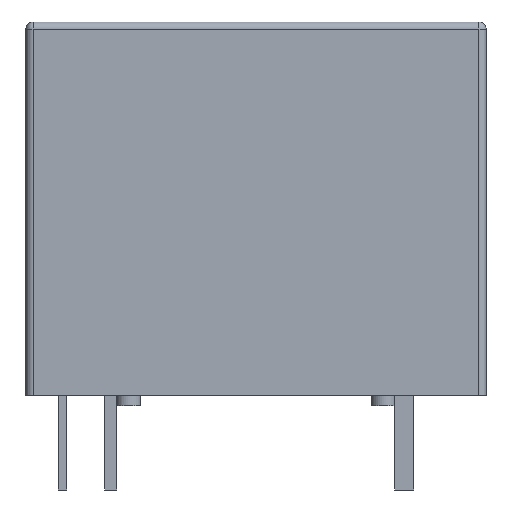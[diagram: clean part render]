
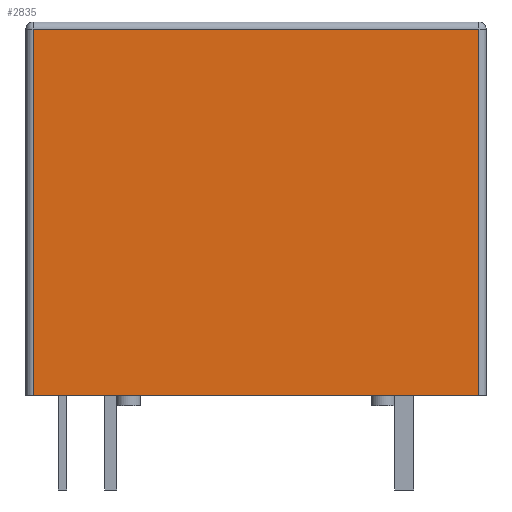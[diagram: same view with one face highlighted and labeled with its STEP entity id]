
A CAD part, front view. The second image highlights one B-rep face of the part: STEP entity #2835.
In plain terms, the highlighted planar face has unit normal (0, -1, 0).
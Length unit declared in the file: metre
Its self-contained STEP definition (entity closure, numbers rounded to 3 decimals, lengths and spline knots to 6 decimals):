
#1707 = EDGE_CURVE( '', #4906, #4907, #4908, .T. );
#2319 = EDGE_CURVE( '', #4907, #5949, #5950, .T. );
#2835 = ADVANCED_FACE( '', ( #6755 ), #6756, .T. );
#4399 = EDGE_CURVE( '', #4906, #6046, #8669, .T. );
#4605 = EDGE_CURVE( '', #5949, #6046, #8908, .T. );
#4906 = VERTEX_POINT( '', #9301 );
#4907 = VERTEX_POINT( '', #9302 );
#4908 = LINE( '', #9303, #9304 );
#5949 = VERTEX_POINT( '', #10893 );
#5950 = LINE( '', #10894, #10895 );
#6046 = VERTEX_POINT( '', #11037 );
#6755 = FACE_OUTER_BOUND( '', #12106, .T. );
#6756 = PLANE( '', #12107 );
#8669 = LINE( '', #15344, #15345 );
#8908 = LINE( '', #15763, #15764 );
#9301 = CARTESIAN_POINT( '', ( -0.009263, -0.007673, 0.00043 ) );
#9302 = CARTESIAN_POINT( '', ( -0.009263, -0.007673, 0.01565 ) );
#9303 = CARTESIAN_POINT( '', ( -0.009263, -0.007673, 0.00431 ) );
#9304 = VECTOR( '', #16095, 1. );
#10893 = CARTESIAN_POINT( '', ( 0.009263, -0.007673, 0.01565 ) );
#10894 = CARTESIAN_POINT( '', ( -0.004781, -0.007673, 0.01565 ) );
#10895 = VECTOR( '', #17116, 1. );
#11037 = CARTESIAN_POINT( '', ( 0.009263, -0.007673, 0.00043 ) );
#12106 = EDGE_LOOP( '', ( #18329, #18330, #18331, #18332 ) );
#12107 = AXIS2_PLACEMENT_3D( '', #18333, #18334, #18335 );
#15344 = CARTESIAN_POINT( '', ( -0.009563, -0.007673, 0.00043 ) );
#15345 = VECTOR( '', #20961, 1. );
#15763 = CARTESIAN_POINT( '', ( 0.009263, -0.007673, 0.01207 ) );
#15764 = VECTOR( '', #21372, 1. );
#16095 = DIRECTION( '', ( 0., 0., 1. ) );
#17116 = DIRECTION( '', ( 1., 0., 0. ) );
#18329 = ORIENTED_EDGE( '', *, *, #2319, .F. );
#18330 = ORIENTED_EDGE( '', *, *, #1707, .F. );
#18331 = ORIENTED_EDGE( '', *, *, #4399, .T. );
#18332 = ORIENTED_EDGE( '', *, *, #4605, .F. );
#18333 = CARTESIAN_POINT( '', ( 0., -0.007673, 0.00819 ) );
#18334 = DIRECTION( '', ( 0., -1., 0. ) );
#18335 = DIRECTION( '', ( 0., 0., -1. ) );
#20961 = DIRECTION( '', ( 1., 0., 0. ) );
#21372 = DIRECTION( '', ( 0., 0., -1. ) );
